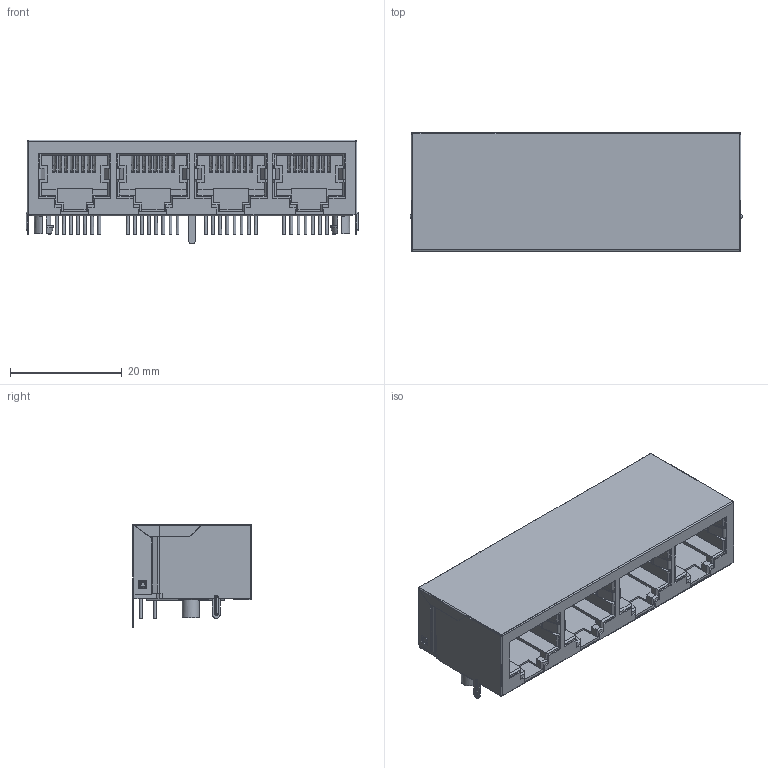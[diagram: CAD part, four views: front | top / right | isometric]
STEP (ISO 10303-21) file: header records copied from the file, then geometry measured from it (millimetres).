
FILE_DESCRIPTION(/* description */ ('Unknown'),/* implementation_level */ '2;1');
FILE_NAME(/* name */ '615032137821',/* time_stamp */ '2016-03-16T10:01:39+01:00',/* author */ ('Unknown'),/* organization */ ('Unknown'),/* preprocessor_version */ 'ST-DEVELOPER v16',/* originating_system */ 'DEX',/* authorisation */ $);
FILE_SCHEMA (('AUTOMOTIVE_DESIGN {1 0 10303 214 3 1 1}'));
Length unit declared in the file: millimetre
Products named in the file (13): 615032137821; 615032137821_Housing; 615032137821_2; 615032137821_housing2; pin8; pin7; pin4; pin6; pin5; pin2; pin3; pin1
Assembly tree (15 placements, depth 3):
  615032137821
    615032137821_Housing
    615032137821_2  x4
      615032137821_housing2
      pin8
      pin7
      pin4
      pin6
      pin5
      pin2
      pin3
      pin1
    615032137821
Bounding box: 59.3 x 21.14 x 18.5 mm (x, y, z)
Volume: 9491.1 mm3; surface area: 23663.6 mm2
Topology: 38 solids, 38 shells, 1530 faces, 4091 edges, 2644 vertices
Faces by surface type: plane 1230, cylinder 229, bspline 60, torus 9, cone 2
Full cylindrical faces by diameter (mm): 0.5 x60, 1 x64
Entity records: 39449 total; most frequent: CARTESIAN_POINT 13040, ORIENTED_EDGE 5552, DIRECTION 5090, EDGE_CURVE 2776, LINE 2470, VECTOR 2470, VERTEX_POINT 1801, AXIS2_PLACEMENT_3D 1310
